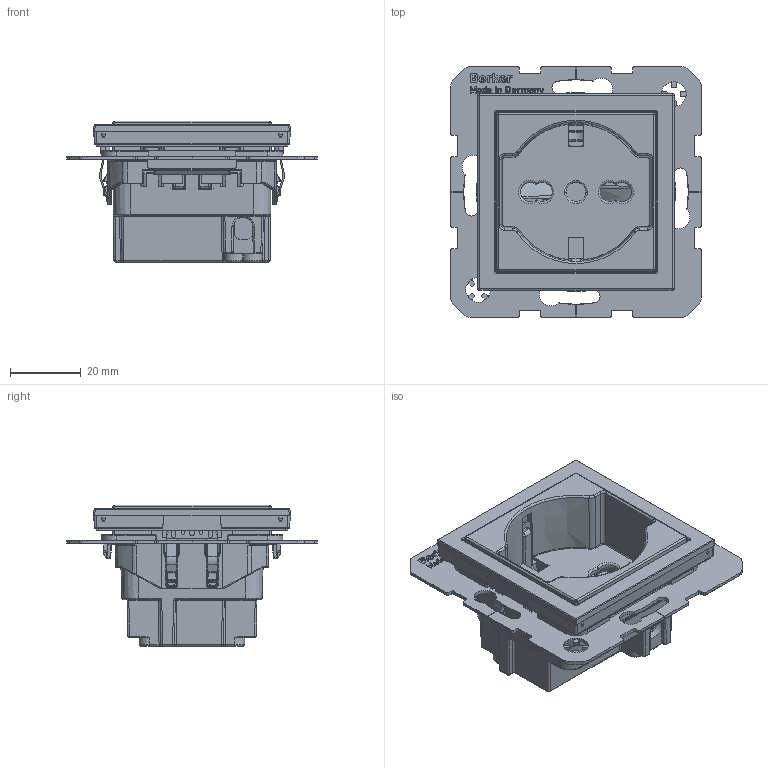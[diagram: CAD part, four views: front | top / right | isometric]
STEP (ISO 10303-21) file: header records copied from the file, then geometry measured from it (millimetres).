
FILE_DESCRIPTION((''),'2;1');
FILE_NAME('WAS6600_GEN_ASM','2025-03-19T11:00:54',('andolfs'),(''),'CREO PARAMETRIC BY PTC INC, 2023154','CREO PARAMETRIC BY PTC INC, 2023154','');
FILE_SCHEMA(('CONFIG_CONTROL_DESIGN','SHAPE_APPEARANCE_LAYERS_GROUPS'));
Products named in the file (14): W4G0176_18; W4H0293_18; W1B0279_00; 9204408000; W2B0079_00_ASM; W1A2243_GEN; W1G0192_00; W1C0203_00; W1D0181_00; W1D0180_00; W1G0001_00; W2D0016_00_ASM; 9025369_GEN; WAS6600_GEN_ASM
Assembly tree (14 placements, depth 3):
  WAS6600_GEN_ASM
    W4G0176_18
    W2B0079_00_ASM
      W4H0293_18
      W1B0279_00
      9204408000
    W1A2243_GEN
    W1G0192_00  x2
    W1C0203_00
    W2D0016_00_ASM
      W1D0181_00
      W1D0180_00
      W1G0001_00
    9025369_GEN
Bounding box: 70.85 x 70.85 x 40.15 mm (x, y, z)
Volume: 26474.2 mm3; surface area: 47328.8 mm2
Topology: 10 solids, 10 shells, 6011 faces, 16095 edges, 10210 vertices
Faces by surface type: plane 3609, cylinder 1345, bspline 650, cone 157, torus 146, sphere 102, extrusion 2
Entity records: 273652 total; most frequent: CARTESIAN_POINT 80418, ORIENTED_EDGE 31730, DIRECTION 26574, EDGE_CURVE 15865, PRESENTATION_STYLE_ASSIGNMENT 13240, STYLED_ITEM 12472, CURVE_STYLE 11577, VECTOR 11230
